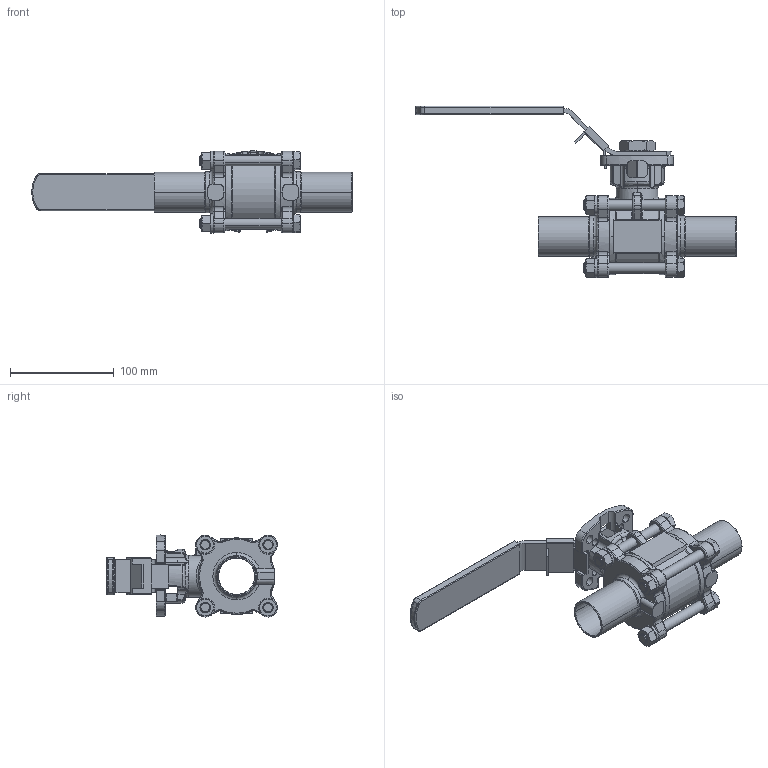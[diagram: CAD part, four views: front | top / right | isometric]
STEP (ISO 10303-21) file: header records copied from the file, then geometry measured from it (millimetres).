
FILE_DESCRIPTION (( 'STEP AP203' ), '1' );
FILE_NAME ('77-DA-0150-PXX.STEP', '2011-12-19T21:16:49', ( 'david-office' ), ( 'A-T Controls, Inc' ), 'SwSTEP 2.0', 'SolidWorks 2011', '' );
FILE_SCHEMA (( 'CONFIG_CONTROL_DESIGN' ));
Products named in the file (10): 77-DA-0150-PXX; B18.2.4.5M - Hex jam nut,  M20 x 2.5 --D-N_B18.2.4.5M - Hex jam nut,  M20 x 2.5 --D-N; M10_LockWasher; B18.2.4.1M - Hex nut, Style 1,  M10 x 1.5, with 16mm WAF --D-N_B18.2.4.1M - Hex nut, Style 1,  M10 x 1.5, with 16mm WAF --D-N; B18.2.3.1M - Hex cap screw, M10 x 1.5 x 90 --26N_B18.2.3.1M - Hex cap screw, M10 x 1.5 x 90 --26N; 77-DA-0150-XXX TUBE END; 77-XX-0150-XXX HANDLE; 77-XX-0150-XXX HANDLE SLEEVE; 77-XX-0150-XXX STEM; 77-XX-0150-XXX BODY
Assembly tree (19 placements, depth 2):
  77-DA-0150-PXX
    B18.2.4.1M - Hex nut, Style 1,  M10 x 1.5, with 16mm WAF --D-N_B18.2.4.1M - Hex nut, Style 1,  M10 x 1.5, with 16mm WAF --D-N  x4
    77-DA-0150-XXX TUBE END  x2
    M10_LockWasher  x4
    77-XX-0150-XXX BODY
    B18.2.3.1M - Hex cap screw, M10 x 1.5 x 90 --26N_B18.2.3.1M - Hex cap screw, M10 x 1.5 x 90 --26N  x4
    B18.2.4.5M - Hex jam nut,  M20 x 2.5 --D-N_B18.2.4.5M - Hex jam nut,  M20 x 2.5 --D-N
    77-XX-0150-XXX HANDLE
    77-XX-0150-XXX HANDLE SLEEVE
    77-XX-0150-XXX STEM
Bounding box: 308.21 x 164.73 x 79.05 mm (x, y, z)
Volume: 341820.6 mm3; surface area: 175017.9 mm2
Topology: 19 solids, 19 shells, 912 faces, 2267 edges, 1394 vertices
Faces by surface type: cylinder 300, plane 285, torus 143, cone 127, bspline 46, sphere 11
Entity records: 51053 total; most frequent: CARTESIAN_POINT 35761, ORIENTED_EDGE 2970, DIRECTION 2907, EDGE_CURVE 1485, AXIS2_PLACEMENT_3D 1178, VERTEX_POINT 922, EDGE_LOOP 635, CIRCLE 613
